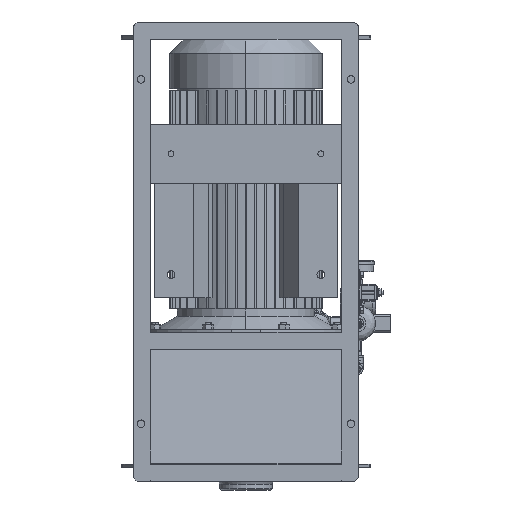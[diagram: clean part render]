
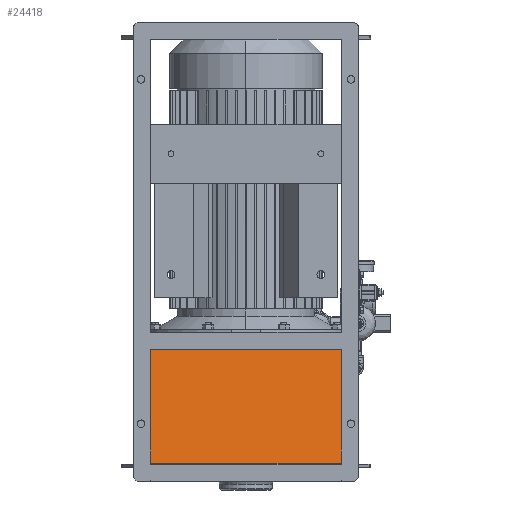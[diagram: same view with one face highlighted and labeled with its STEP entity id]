
A CAD part, front view. The second image highlights one B-rep face of the part: STEP entity #24418.
In plain terms, the highlighted planar face has unit normal (0, -0.988, 0.155).
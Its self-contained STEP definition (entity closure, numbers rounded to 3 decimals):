
#2552 = ORIENTED_EDGE ( 'NONE', *, *, #105667, .T. ) ;
#2943 = VERTEX_POINT ( 'NONE', #58601 ) ;
#3662 = LINE ( 'NONE', #10735, #94336 ) ;
#9560 = DIRECTION ( 'NONE',  ( -1., 0., 0. ) ) ;
#10735 = CARTESIAN_POINT ( 'NONE',  ( 290., -353.976, 227. ) ) ;
#12519 = CARTESIAN_POINT ( 'NONE',  ( -290., -408.976, -122.532 ) ) ;
#18603 = FACE_OUTER_BOUND ( 'NONE', #98701, .T. ) ;
#19860 = CARTESIAN_POINT ( 'NONE',  ( -290., -353.976, 227. ) ) ;
#20026 = VERTEX_POINT ( 'NONE', #19860 ) ;
#21247 = AXIS2_PLACEMENT_3D ( 'NONE', #82830, #91199, #101070 ) ;
#21544 = DIRECTION ( 'NONE',  ( 0., -0.155, -0.988 ) ) ;
#22646 = EDGE_CURVE ( 'NONE', #30026, #2943, #74107, .T. ) ;
#23088 = VECTOR ( 'NONE', #21544, 1000. ) ;
#24418 = ADVANCED_FACE ( 'NONE', ( #18603 ), #55944, .F. ) ;
#28064 = ORIENTED_EDGE ( 'NONE', *, *, #114667, .F. ) ;
#30026 = VERTEX_POINT ( 'NONE', #52828 ) ;
#34970 = CARTESIAN_POINT ( 'NONE',  ( 290., -408.976, -122.532 ) ) ;
#43147 = VERTEX_POINT ( 'NONE', #12519 ) ;
#44836 = LINE ( 'NONE', #34970, #70407 ) ;
#49525 = ORIENTED_EDGE ( 'NONE', *, *, #22646, .F. ) ;
#51174 = DIRECTION ( 'NONE',  ( -1., 0., 0. ) ) ;
#52828 = CARTESIAN_POINT ( 'NONE',  ( 290., -353.976, 227. ) ) ;
#55944 = PLANE ( 'NONE',  #21247 ) ;
#58601 = CARTESIAN_POINT ( 'NONE',  ( 290., -408.976, -122.532 ) ) ;
#61157 = CARTESIAN_POINT ( 'NONE',  ( -290., -408.976, -122.532 ) ) ;
#70407 = VECTOR ( 'NONE', #51174, 1000. ) ;
#73854 = ORIENTED_EDGE ( 'NONE', *, *, #79088, .T. ) ;
#74107 = LINE ( 'NONE', #84854, #23088 ) ;
#79088 = EDGE_CURVE ( 'NONE', #30026, #20026, #3662, .T. ) ;
#82830 = CARTESIAN_POINT ( 'NONE',  ( 290., -408.976, -122.532 ) ) ;
#84854 = CARTESIAN_POINT ( 'NONE',  ( 290., -408.976, -122.532 ) ) ;
#90776 = VECTOR ( 'NONE', #106277, 1000. ) ;
#91199 = DIRECTION ( 'NONE',  ( 0., 0.988, -0.155 ) ) ;
#94336 = VECTOR ( 'NONE', #9560, 1000. ) ;
#98701 = EDGE_LOOP ( 'NONE', ( #73854, #2552, #28064, #49525 ) ) ;
#101070 = DIRECTION ( 'NONE',  ( 0., 0.155, 0.988 ) ) ;
#104879 = LINE ( 'NONE', #61157, #90776 ) ;
#105667 = EDGE_CURVE ( 'NONE', #20026, #43147, #104879, .T. ) ;
#106277 = DIRECTION ( 'NONE',  ( 0., -0.155, -0.988 ) ) ;
#114667 = EDGE_CURVE ( 'NONE', #2943, #43147, #44836, .T. ) ;
